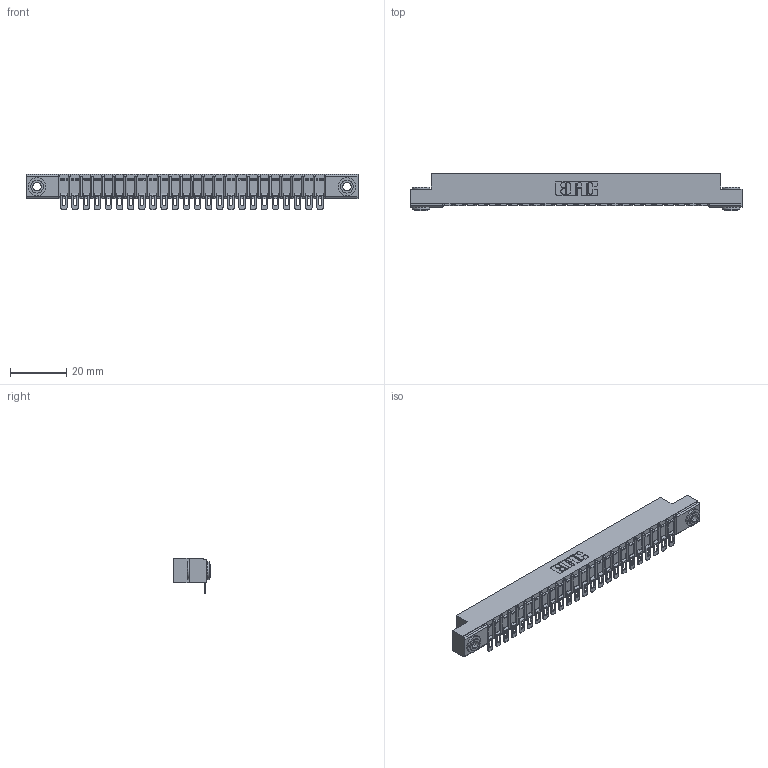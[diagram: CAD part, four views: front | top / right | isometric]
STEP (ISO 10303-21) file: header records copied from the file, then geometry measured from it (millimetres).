
FILE_DESCRIPTION (( 'STEP AP203' ), '1' );
FILE_NAME ('307-024-454-103.STEP', '2020-09-27T11:48:01', ( '' ), ( '' ), 'SwSTEP 2.0', 'SolidWorks 2020', '' );
FILE_SCHEMA (( 'CONFIG_CONTROL_DESIGN' ));
Length unit declared in the file: inch
Products named in the file (4): 307-290-002_554; 345-250-002_345-250-002-102; 307 Part_.156 Dia Mounting Holes; 307-024-454-103
Assembly tree (27 placements, depth 2):
  307-024-454-103
    307 Part_.156 Dia Mounting Holes
    307-290-002_554  x24
    345-250-002_345-250-002-102  x2
Bounding box: 118.11 x 13.36 x 12.52 mm (x, y, z)
Volume: 7808.4 mm3; surface area: 14656 mm2
Topology: 27 solids, 27 shells, 2139 faces, 6507 edges, 4266 vertices
Faces by surface type: plane 1198, cylinder 883, sphere 50, cone 8
Entity records: 24824 total; most frequent: CARTESIAN_POINT 4163, ORIENTED_EDGE 4144, DIRECTION 4074, EDGE_CURVE 2072, LINE 1564, VECTOR 1564, VERTEX_POINT 1344, AXIS2_PLACEMENT_3D 1255
